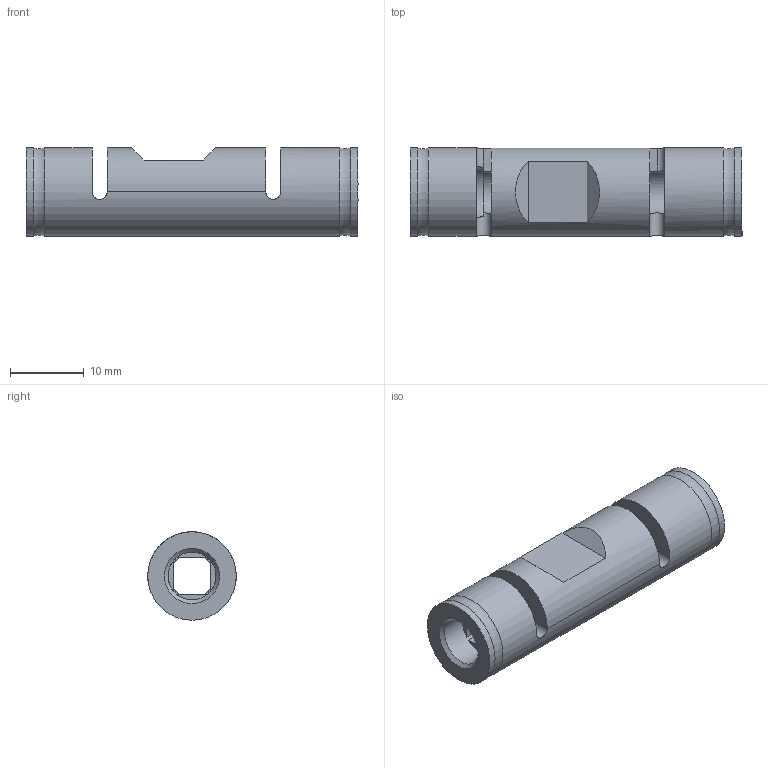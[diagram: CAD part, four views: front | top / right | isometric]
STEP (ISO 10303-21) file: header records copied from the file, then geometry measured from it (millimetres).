
FILE_DESCRIPTION( ( 'Unknown' ), '1' );
FILE_NAME( '704.04.1260.stp', 'Unknown', ( 'Unknown' ), ( 'Unknown' ), 'PSStep 15.0.49', 'Unknown', ' ' );
FILE_SCHEMA( ( 'AUTOMOTIVE_DESIGN { 1 0 10303 214 1 1 1 1 }' ) );
Length unit declared in the file: millimetre
Products named in the file (1): 1
Bounding box: 45 x 12 x 12 mm (x, y, z)
Volume: 3386.8 mm3; surface area: 2846.3 mm2
Topology: 1 solids, 1 shells, 36 faces, 88 edges, 54 vertices
Faces by surface type: plane 20, cylinder 12, cone 2, torus 2
Full cylindrical faces by diameter (mm): 6 x1, 6.5 x1, 12 x3
Entity records: 1340 total; most frequent: CARTESIAN_POINT 264, DIRECTION 166, ORIENTED_EDGE 150, EDGE_CURVE 75, AXIS2_PLACEMENT_3D 65, VERTEX_POINT 53, EDGE_LOOP 48, FACE_OUTER_BOUND 41
